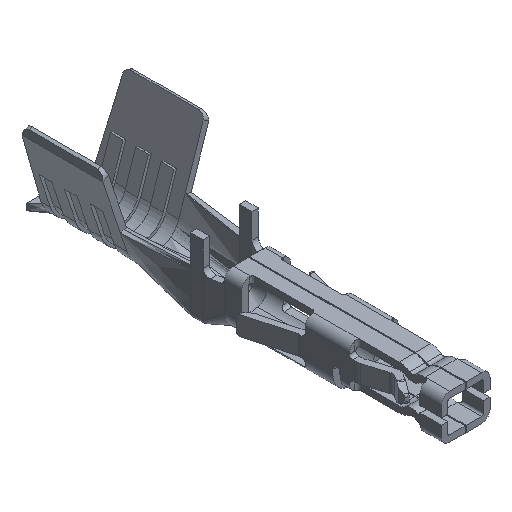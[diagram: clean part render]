
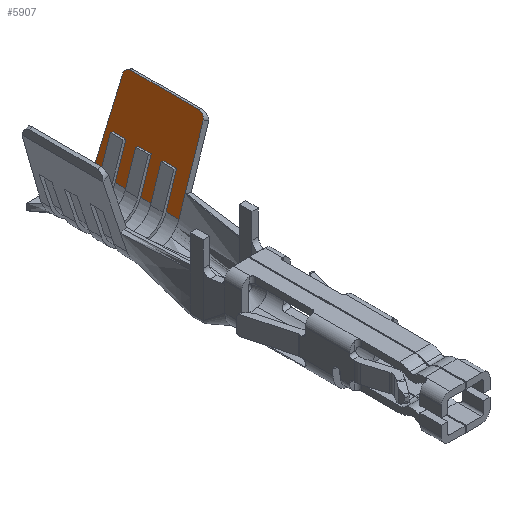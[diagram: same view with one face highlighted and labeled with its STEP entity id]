
A CAD part, isometric view. The second image highlights one B-rep face of the part: STEP entity #5907.
In plain terms, the highlighted planar face has unit normal (-0.949, 0, 0.315).
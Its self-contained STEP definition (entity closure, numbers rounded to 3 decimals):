
#44=B_SPLINE_CURVE_WITH_KNOTS('',3,(#8699,#8700,#8701,#8702),
 .UNSPECIFIED.,.F.,.F.,(4,4),(0.,1.),.UNSPECIFIED.);
#113=ELLIPSE('',#6271,0.3,0.3);
#163=CIRCLE('',#6270,0.3);
#661=ORIENTED_EDGE('',*,*,#2424,.T.);
#662=ORIENTED_EDGE('',*,*,#2332,.T.);
#663=ORIENTED_EDGE('',*,*,#2316,.T.);
#664=ORIENTED_EDGE('',*,*,#2335,.F.);
#665=ORIENTED_EDGE('',*,*,#2309,.T.);
#666=ORIENTED_EDGE('',*,*,#2382,.T.);
#667=ORIENTED_EDGE('',*,*,#2366,.T.);
#668=ORIENTED_EDGE('',*,*,#2384,.F.);
#669=ORIENTED_EDGE('',*,*,#2359,.T.);
#670=ORIENTED_EDGE('',*,*,#2425,.T.);
#671=ORIENTED_EDGE('',*,*,#2426,.T.);
#672=ORIENTED_EDGE('',*,*,#2427,.F.);
#673=ORIENTED_EDGE('',*,*,#2423,.T.);
#674=ORIENTED_EDGE('',*,*,#2428,.T.);
#675=ORIENTED_EDGE('',*,*,#2429,.T.);
#676=ORIENTED_EDGE('',*,*,#2430,.T.);
#677=ORIENTED_EDGE('',*,*,#2431,.F.);
#678=ORIENTED_EDGE('',*,*,#2432,.T.);
#679=ORIENTED_EDGE('',*,*,#2433,.F.);
#2309=EDGE_CURVE('',#3227,#3226,#3816,.T.);
#2316=EDGE_CURVE('',#3234,#3232,#3820,.T.);
#2332=EDGE_CURVE('',#3245,#3234,#3834,.T.);
#2335=EDGE_CURVE('',#3227,#3232,#3836,.T.);
#2359=EDGE_CURVE('',#3263,#3262,#3856,.T.);
#2366=EDGE_CURVE('',#3270,#3268,#3860,.T.);
#2382=EDGE_CURVE('',#3226,#3270,#3874,.T.);
#2384=EDGE_CURVE('',#3263,#3268,#3876,.T.);
#2423=EDGE_CURVE('',#3303,#3308,#3905,.T.);
#2424=EDGE_CURVE('',#3309,#3245,#3906,.T.);
#2425=EDGE_CURVE('',#3262,#3310,#3907,.T.);
#2426=EDGE_CURVE('',#3310,#3311,#3908,.T.);
#2427=EDGE_CURVE('',#3303,#3311,#3909,.T.);
#2428=EDGE_CURVE('',#3308,#3312,#44,.T.);
#2429=EDGE_CURVE('',#3312,#3313,#3910,.T.);
#2430=EDGE_CURVE('',#3313,#3314,#163,.F.);
#2431=EDGE_CURVE('',#3315,#3314,#3911,.T.);
#2432=EDGE_CURVE('',#3315,#3316,#113,.F.);
#2433=EDGE_CURVE('',#3309,#3316,#3912,.T.);
#3226=VERTEX_POINT('',#8454);
#3227=VERTEX_POINT('',#8456);
#3232=VERTEX_POINT('',#8469);
#3234=VERTEX_POINT('',#8472);
#3245=VERTEX_POINT('',#8504);
#3262=VERTEX_POINT('',#8556);
#3263=VERTEX_POINT('',#8558);
#3268=VERTEX_POINT('',#8571);
#3270=VERTEX_POINT('',#8574);
#3303=VERTEX_POINT('',#8673);
#3308=VERTEX_POINT('',#8689);
#3309=VERTEX_POINT('',#8693);
#3310=VERTEX_POINT('',#8695);
#3311=VERTEX_POINT('',#8697);
#3312=VERTEX_POINT('',#8703);
#3313=VERTEX_POINT('',#8705);
#3314=VERTEX_POINT('',#8707);
#3315=VERTEX_POINT('',#8709);
#3316=VERTEX_POINT('',#8711);
#3816=LINE('',#8455,#4434);
#3820=LINE('',#8471,#4438);
#3834=LINE('',#8503,#4452);
#3836=LINE('',#8508,#4454);
#3856=LINE('',#8557,#4474);
#3860=LINE('',#8573,#4478);
#3874=LINE('',#8604,#4492);
#3876=LINE('',#8607,#4494);
#3905=LINE('',#8690,#4523);
#3906=LINE('',#8692,#4524);
#3907=LINE('',#8694,#4525);
#3908=LINE('',#8696,#4526);
#3909=LINE('',#8698,#4527);
#3910=LINE('',#8704,#4528);
#3911=LINE('',#8708,#4529);
#3912=LINE('',#8712,#4530);
#4434=VECTOR('',#6760,1000.);
#4438=VECTOR('',#6774,1000.);
#4452=VECTOR('',#6802,1000.);
#4454=VECTOR('',#6808,1000.);
#4474=VECTOR('',#6852,1000.);
#4478=VECTOR('',#6866,1000.);
#4492=VECTOR('',#6894,1000.);
#4494=VECTOR('',#6898,1000.);
#4523=VECTOR('',#6961,1000.);
#4524=VECTOR('',#6964,1000.);
#4525=VECTOR('',#6965,1000.);
#4526=VECTOR('',#6966,1000.);
#4527=VECTOR('',#6967,1000.);
#4528=VECTOR('',#6968,1000.);
#4529=VECTOR('',#6971,1000.);
#4530=VECTOR('',#6974,1000.);
#5080=EDGE_LOOP('',(#661,#662,#663,#664,#665,#666,#667,#668,#669,#670,#671,
#672,#673,#674,#675,#676,#677,#678,#679));
#5404=FACE_BOUND('',#5080,.T.);
#5719=PLANE('',#6269);
#5907=ADVANCED_FACE('',(#5404),#5719,.F.);
#6269=AXIS2_PLACEMENT_3D('',#8691,#6962,#6963);
#6270=AXIS2_PLACEMENT_3D('',#8706,#6969,#6970);
#6271=AXIS2_PLACEMENT_3D('',#8710,#6972,#6973);
#6760=DIRECTION('',(0.,-1.,0.));
#6774=DIRECTION('',(0.,-1.,0.));
#6802=DIRECTION('',(0.315,0.,0.949));
#6808=DIRECTION('',(0.315,0.,0.949));
#6852=DIRECTION('',(0.,-1.,0.));
#6866=DIRECTION('',(0.,-1.,0.));
#6894=DIRECTION('',(0.315,0.,0.949));
#6898=DIRECTION('',(0.315,0.,0.949));
#6961=DIRECTION('',(0.,-1.,0.));
#6962=DIRECTION('',(0.949,0.,-0.315));
#6963=DIRECTION('',(-0.315,0.,-0.949));
#6964=DIRECTION('',(0.,-1.,0.));
#6965=DIRECTION('',(0.315,0.,0.949));
#6966=DIRECTION('',(0.,-1.,0.));
#6967=DIRECTION('',(0.315,0.,0.949));
#6968=DIRECTION('',(0.315,0.,0.949));
#6969=DIRECTION('',(0.949,0.,-0.315));
#6970=DIRECTION('',(-0.315,0.,-0.949));
#6971=DIRECTION('',(0.,-1.,0.));
#6972=DIRECTION('',(0.949,0.,-0.315));
#6973=DIRECTION('',(0.,-1.,0.));
#6974=DIRECTION('',(0.315,-0.065,0.947));
#8454=CARTESIAN_POINT('',(1.08,6.8,-0.141));
#8455=CARTESIAN_POINT('',(1.08,8.44,-0.141));
#8456=CARTESIAN_POINT('',(1.08,7.4,-0.141));
#8469=CARTESIAN_POINT('',(1.586,7.4,1.38));
#8471=CARTESIAN_POINT('',(1.586,8.,1.38));
#8472=CARTESIAN_POINT('',(1.586,8.,1.38));
#8503=CARTESIAN_POINT('',(1.08,8.,-0.141));
#8504=CARTESIAN_POINT('',(1.08,8.,-0.141));
#8508=CARTESIAN_POINT('',(1.08,7.4,-0.141));
#8556=CARTESIAN_POINT('',(1.08,5.6,-0.141));
#8557=CARTESIAN_POINT('',(1.08,8.44,-0.141));
#8558=CARTESIAN_POINT('',(1.08,6.2,-0.141));
#8571=CARTESIAN_POINT('',(1.586,6.2,1.38));
#8573=CARTESIAN_POINT('',(1.586,6.8,1.38));
#8574=CARTESIAN_POINT('',(1.586,6.8,1.38));
#8604=CARTESIAN_POINT('',(1.08,6.8,-0.141));
#8607=CARTESIAN_POINT('',(1.08,6.2,-0.141));
#8673=CARTESIAN_POINT('',(1.08,5.,-0.141));
#8689=CARTESIAN_POINT('',(1.08,4.4,-0.141));
#8690=CARTESIAN_POINT('',(1.08,8.44,-0.141));
#8691=CARTESIAN_POINT('',(2.317,8.44,3.58));
#8692=CARTESIAN_POINT('',(1.08,8.44,-0.141));
#8693=CARTESIAN_POINT('',(1.08,8.434,-0.141));
#8694=CARTESIAN_POINT('',(1.08,5.6,-0.141));
#8695=CARTESIAN_POINT('',(1.586,5.6,1.38));
#8696=CARTESIAN_POINT('',(1.586,5.6,1.38));
#8697=CARTESIAN_POINT('',(1.586,5.,1.38));
#8698=CARTESIAN_POINT('',(1.08,5.,-0.141));
#8699=CARTESIAN_POINT('',(1.08,4.4,-0.141));
#8700=CARTESIAN_POINT('',(1.18,4.4,0.16));
#8701=CARTESIAN_POINT('',(1.28,4.4,0.46));
#8702=CARTESIAN_POINT('',(1.38,4.4,0.76));
#8703=CARTESIAN_POINT('',(1.38,4.4,0.76));
#8704=CARTESIAN_POINT('',(2.317,4.4,3.58));
#8705=CARTESIAN_POINT('',(2.222,4.4,3.295));
#8706=CARTESIAN_POINT('',(2.222,4.7,3.295));
#8707=CARTESIAN_POINT('',(2.317,4.7,3.58));
#8708=CARTESIAN_POINT('',(2.317,8.44,3.58));
#8709=CARTESIAN_POINT('',(2.317,7.899,3.58));
#8710=CARTESIAN_POINT('',(2.222,7.899,3.295));
#8711=CARTESIAN_POINT('',(2.228,8.198,3.314));
#8712=CARTESIAN_POINT('',(2.312,8.181,3.564));
